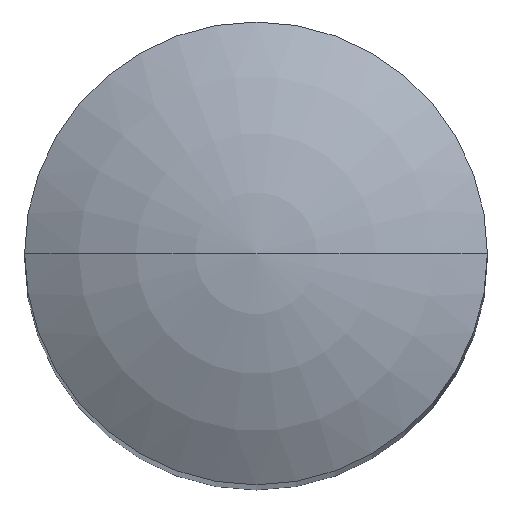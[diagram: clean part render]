
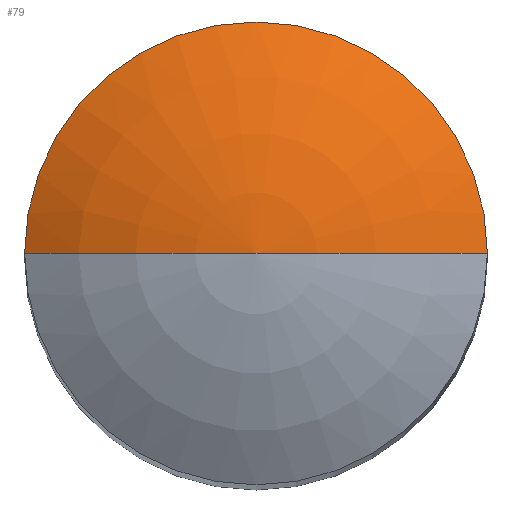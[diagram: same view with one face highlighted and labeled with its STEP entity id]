
A CAD part, top view. The second image highlights one B-rep face of the part: STEP entity #79.
In plain terms, the highlighted toroidal (fillet/blend) face has major radius 0.082 mm and minor radius 3 mm.
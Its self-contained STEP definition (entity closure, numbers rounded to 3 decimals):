
#79=ADVANCED_FACE('',(#90),#91,.T.);
#90=FACE_OUTER_BOUND('',#102,.T.);
#91=TOROIDAL_SURFACE('',#103,-0.082,3.0);
#102=EDGE_LOOP('',(#136,#137,#138,#139));
#103=AXIS2_PLACEMENT_3D('',#140,#141,#142);
#136=ORIENTED_EDGE('',*,*,#158,.F.);
#137=ORIENTED_EDGE('',*,*,#153,.F.);
#138=ORIENTED_EDGE('',*,*,#165,.F.);
#139=ORIENTED_EDGE('',*,*,#159,.F.);
#140=CARTESIAN_POINT('',(0.,0.0,17.001));
#141=DIRECTION('',(0.,0.0,-1.0));
#142=DIRECTION('',(-1.0,0.0,0.));
#153=EDGE_CURVE('',#166,#169,#170,.T.);
#158=EDGE_CURVE('',#169,#178,#179,.T.);
#159=EDGE_CURVE('',#178,#180,#181,.T.);
#165=EDGE_CURVE('',#180,#166,#189,.T.);
#166=VERTEX_POINT('',#190);
#169=VERTEX_POINT('',#194);
#170=CIRCLE('',#195,1.5);
#178=VERTEX_POINT('',#204);
#179=CIRCLE('',#205,3.0);
#180=VERTEX_POINT('',#206);
#181=CIRCLE('',#207,3.0);
#189=CIRCLE('',#215,1.5);
#190=CARTESIAN_POINT('',(0.,1.5,19.55));
#194=CARTESIAN_POINT('',(1.5,0.,19.55));
#195=AXIS2_PLACEMENT_3D('',#217,#218,#219);
#204=CARTESIAN_POINT('',(0.,0.,20.0));
#205=AXIS2_PLACEMENT_3D('',#230,#231,#232);
#206=CARTESIAN_POINT('',(-1.5,0.,19.55));
#207=AXIS2_PLACEMENT_3D('',#233,#234,#235);
#215=AXIS2_PLACEMENT_3D('',#251,#252,#253);
#217=CARTESIAN_POINT('',(0.,0.0,19.55));
#218=DIRECTION('',(0.,0.0,-1.0));
#219=DIRECTION('',(0.0,1.0,0.0));
#230=CARTESIAN_POINT('',(-0.082,0.,17.001));
#231=DIRECTION('',(0.,-1.0,0.));
#232=DIRECTION('',(1.0,0.,0.));
#233=CARTESIAN_POINT('',(0.082,0.,17.001));
#234=DIRECTION('',(0.,-1.0,0.));
#235=DIRECTION('',(-1.0,0.,0.));
#251=CARTESIAN_POINT('',(0.,0.0,19.55));
#252=DIRECTION('',(0.,0.0,-1.0));
#253=DIRECTION('',(0.0,1.0,0.0));
